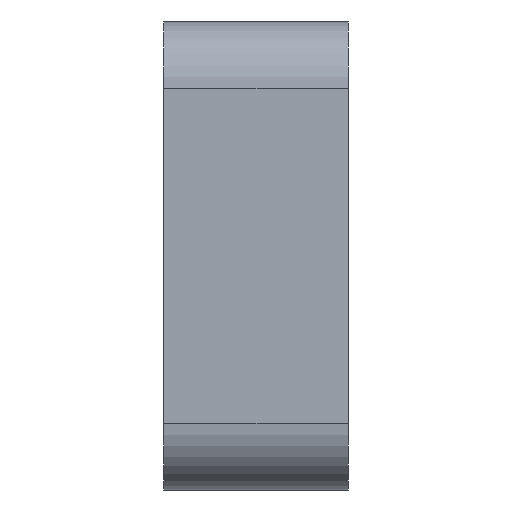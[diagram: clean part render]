
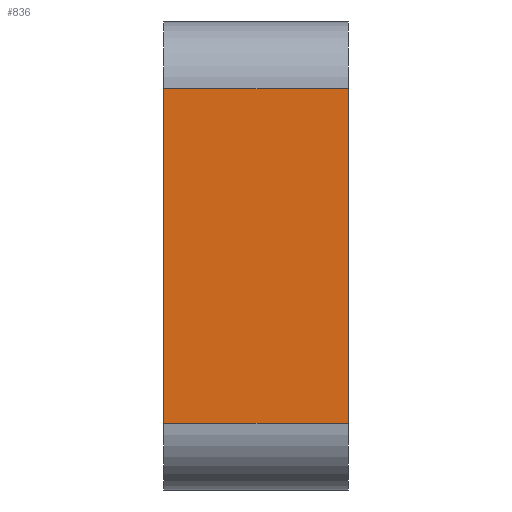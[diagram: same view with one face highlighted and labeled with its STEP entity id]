
A CAD part, left-side view. The second image highlights one B-rep face of the part: STEP entity #836.
In plain terms, the highlighted planar face has unit normal (-1, 0, 0).
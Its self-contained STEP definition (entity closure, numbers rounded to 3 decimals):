
#184 = DIRECTION ( 'NONE',  ( 0., 0., -1. ) ) ;
#247 = VERTEX_POINT ( 'NONE', #1548 ) ;
#257 = LINE ( 'NONE', #593, #971 ) ;
#305 = ORIENTED_EDGE ( 'NONE', *, *, #2086, .T. ) ;
#319 = CARTESIAN_POINT ( 'NONE',  ( -153.5, 0., -35. ) ) ;
#389 = LINE ( 'NONE', #1445, #711 ) ;
#402 = VECTOR ( 'NONE', #786, 1000. ) ;
#424 = CARTESIAN_POINT ( 'NONE',  ( -153.5, 27.56, -25. ) ) ;
#452 = CARTESIAN_POINT ( 'NONE',  ( -153.5, 27.56, 25. ) ) ;
#593 = CARTESIAN_POINT ( 'NONE',  ( -153.5, 27.56, 25. ) ) ;
#628 = VERTEX_POINT ( 'NONE', #688 ) ;
#688 = CARTESIAN_POINT ( 'NONE',  ( -153.5, 0., -25. ) ) ;
#711 = VECTOR ( 'NONE', #1079, 1000. ) ;
#770 = EDGE_CURVE ( 'NONE', #2149, #1580, #389, .T. ) ;
#786 = DIRECTION ( 'NONE',  ( 0., -1., 0. ) ) ;
#800 = EDGE_CURVE ( 'NONE', #628, #247, #1084, .T. ) ;
#836 = ADVANCED_FACE ( 'NONE', ( #1788 ), #2083, .F. ) ;
#971 = VECTOR ( 'NONE', #1475, 1000. ) ;
#974 = LINE ( 'NONE', #424, #402 ) ;
#1079 = DIRECTION ( 'NONE',  ( 0., 0., 1. ) ) ;
#1084 = LINE ( 'NONE', #319, #2034 ) ;
#1191 = ORIENTED_EDGE ( 'NONE', *, *, #770, .F. ) ;
#1193 = EDGE_CURVE ( 'NONE', #247, #1580, #257, .T. ) ;
#1209 = DIRECTION ( 'NONE',  ( 1., 0., 0. ) ) ;
#1385 = CARTESIAN_POINT ( 'NONE',  ( -153.5, 27.56, -35. ) ) ;
#1445 = CARTESIAN_POINT ( 'NONE',  ( -153.5, 27.56, -35. ) ) ;
#1475 = DIRECTION ( 'NONE',  ( 0., 1., 0. ) ) ;
#1548 = CARTESIAN_POINT ( 'NONE',  ( -153.5, 0., 25. ) ) ;
#1568 = EDGE_LOOP ( 'NONE', ( #1946, #2172, #1191, #305 ) ) ;
#1580 = VERTEX_POINT ( 'NONE', #452 ) ;
#1710 = DIRECTION ( 'NONE',  ( 0., 0., 1. ) ) ;
#1788 = FACE_OUTER_BOUND ( 'NONE', #1568, .T. ) ;
#1821 = AXIS2_PLACEMENT_3D ( 'NONE', #1385, #1209, #184 ) ;
#1946 = ORIENTED_EDGE ( 'NONE', *, *, #800, .T. ) ;
#2034 = VECTOR ( 'NONE', #1710, 1000. ) ;
#2083 = PLANE ( 'NONE',  #1821 ) ;
#2086 = EDGE_CURVE ( 'NONE', #2149, #628, #974, .T. ) ;
#2149 = VERTEX_POINT ( 'NONE', #2173 ) ;
#2172 = ORIENTED_EDGE ( 'NONE', *, *, #1193, .T. ) ;
#2173 = CARTESIAN_POINT ( 'NONE',  ( -153.5, 27.56, -25. ) ) ;
